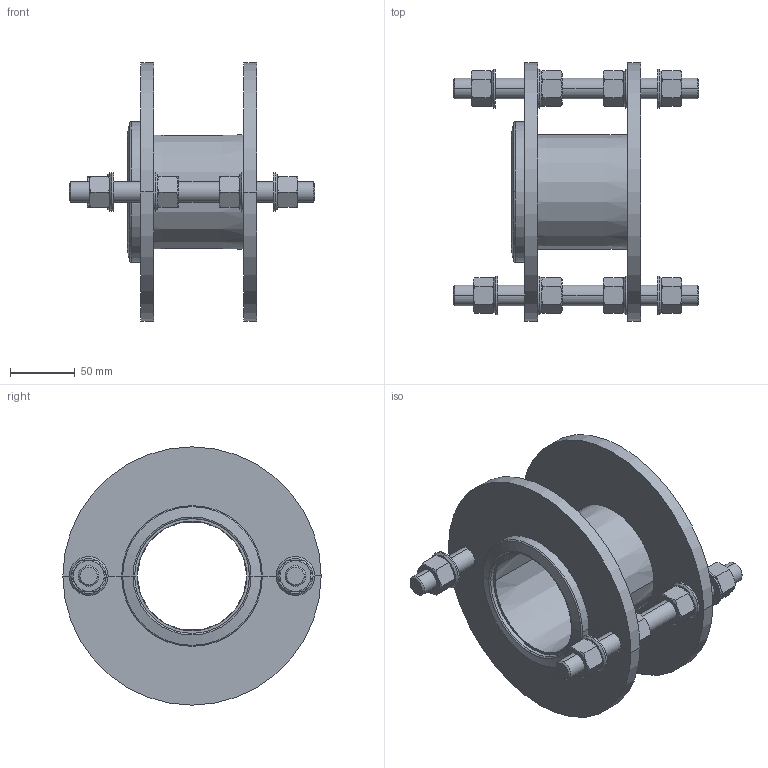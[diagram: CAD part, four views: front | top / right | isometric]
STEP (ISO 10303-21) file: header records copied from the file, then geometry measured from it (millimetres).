
FILE_DESCRIPTION(('STEP AP214'),'1');
FILE_NAME('tmp0.stp','2019-12-03T14:12:12',(' '),(' '),'Spatial InterOp 3D',' ',' ');
FILE_SCHEMA(('automotive_design'));
Length unit declared in the file: millimetre
Products named in the file (22): LUMP1; LUMP3; LUMP4; 1; 2; 3; 4
Bounding box: 190 x 200 x 200 mm (x, y, z)
Volume: 699732.6 mm3; surface area: 233227.9 mm2
Topology: 22 solids, 22 shells, 304 faces, 684 edges, 408 vertices
Faces by surface type: cone 154, plane 84, cylinder 62, torus 4
Entity records: 17969 total; most frequent: CARTESIAN_POINT 8630, DIRECTION 1380, ORIENTED_EDGE 1368, EDGE_CURVE 684, AXIS2_PLACEMENT_3D 602, VERTEX_POINT 408, EDGE_LOOP 336, STYLED_ITEM 326
